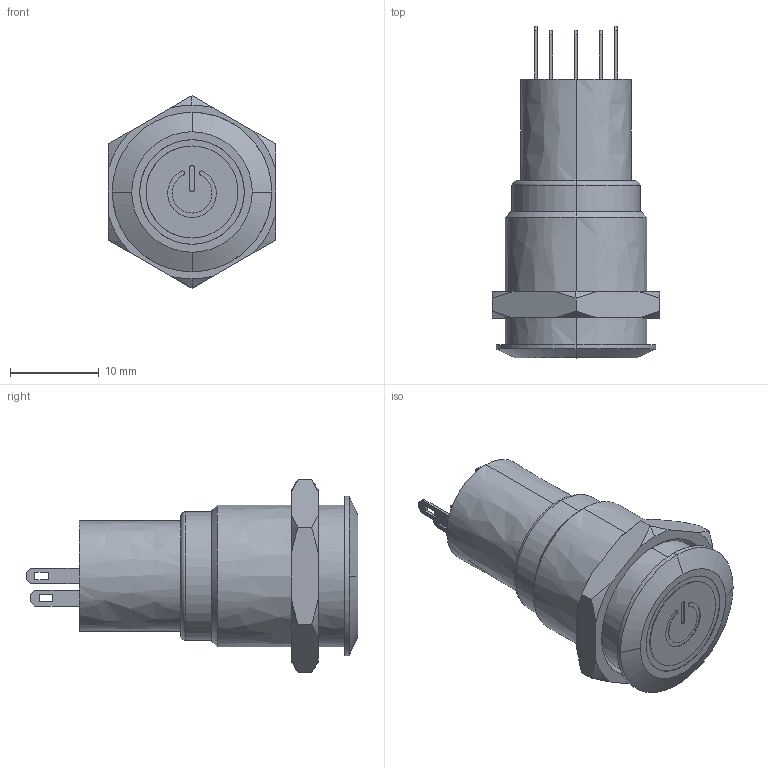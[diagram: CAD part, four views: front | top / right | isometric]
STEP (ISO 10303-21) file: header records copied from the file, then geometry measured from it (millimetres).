
FILE_DESCRIPTION(/* description */ (''),/* implementation_level */ '2;1');
FILE_NAME(/* name */ '1EZYL9~V',/* time_stamp */ '2021-05-28T19:17:57+09:00',/* author */ (''),/* organization */ (''),/* preprocessor_version */ 'ST-DEVELOPER v16.5',/* originating_system */ '',/* authorisation */ '');
FILE_SCHEMA (('CONFIG_CONTROL_DESIGN'));
Length unit declared in the file: millimetre
Products named in the file (3): Document; 1001000-1001003-2; 1001000-1001003
Assembly tree (2 placements, depth 2):
  Document
    1001000-1001003-2
    1001000-1001003
Bounding box: 18.88 x 37.5 x 21.8 mm (x, y, z)
Volume: 5644.3 mm3; surface area: 2530.7 mm2
Topology: 7 solids, 7 shells, 129 faces, 309 edges, 197 vertices
Faces by surface type: bspline 129
Entity records: 8643 total; most frequent: CARTESIAN_POINT 4440, B_SPLINE_CURVE_WITH_KNOTS 762, ORIENTED_EDGE 614, PCURVE 614, DEFINITIONAL_REPRESENTATION 614, SURFACE_CURVE 307, EDGE_CURVE 307, VERTEX_POINT 197
